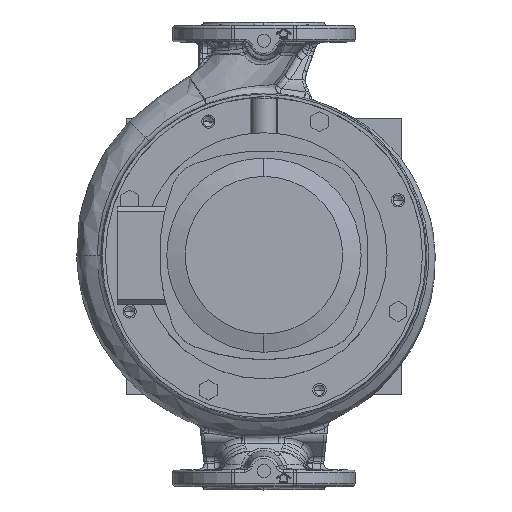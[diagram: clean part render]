
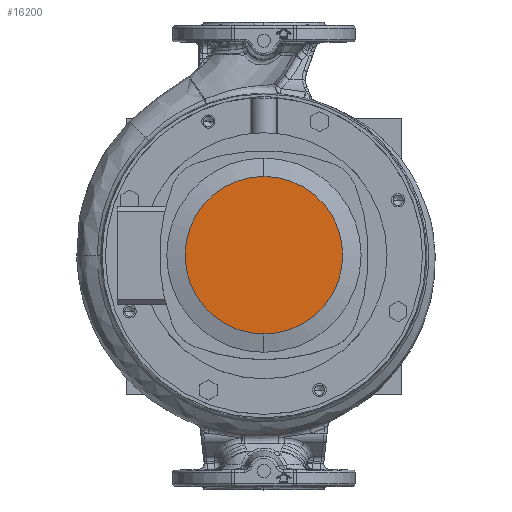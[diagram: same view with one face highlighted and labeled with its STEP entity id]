
A CAD part, top view. The second image highlights one B-rep face of the part: STEP entity #16200.
In plain terms, the highlighted planar face has unit normal (0, 0, 1).
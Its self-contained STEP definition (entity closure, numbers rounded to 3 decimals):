
#1244 = ORIENTED_EDGE ( 'NONE', *, *, #8621, .T. ) ;
#1362 = ORIENTED_EDGE ( 'NONE', *, *, #49032, .T. ) ;
#5044 = EDGE_LOOP ( 'NONE', ( #1244, #1362 ) ) ;
#8621 = EDGE_CURVE ( 'NONE', #19274, #19269, #9205, .T. ) ;
#9205 = CIRCLE ( 'NONE', #9227, 80. ) ;
#9227 = AXIS2_PLACEMENT_3D ( 'NONE', #15784, #15783, #15782 ) ;
#15782 = DIRECTION ( 'NONE',  ( 0., 1., 0. ) ) ;
#15783 = DIRECTION ( 'NONE',  ( 0., 0., 1. ) ) ;
#15784 = CARTESIAN_POINT ( 'NONE',  ( 0., 0., 450.25 ) ) ;
#16200 = ADVANCED_FACE ( 'NONE', ( #48536 ), #48537, .F. ) ;
#18029 = AXIS2_PLACEMENT_3D ( 'NONE', #48530, #48540, #48541 ) ;
#19269 = VERTEX_POINT ( 'NONE', #21931 ) ;
#19274 = VERTEX_POINT ( 'NONE', #21946 ) ;
#21931 = CARTESIAN_POINT ( 'NONE',  ( 0., 80., 450.25 ) ) ;
#21946 = CARTESIAN_POINT ( 'NONE',  ( 0., -80., 450.25 ) ) ;
#26910 = CARTESIAN_POINT ( 'NONE',  ( 0., 0., 450.25 ) ) ;
#26911 = DIRECTION ( 'NONE',  ( 0., 0., 1. ) ) ;
#26912 = DIRECTION ( 'NONE',  ( 0., 1., 0. ) ) ;
#40756 = CIRCLE ( 'NONE', #41475, 80. ) ;
#41475 = AXIS2_PLACEMENT_3D ( 'NONE', #26910, #26911, #26912 ) ;
#48530 = CARTESIAN_POINT ( 'NONE',  ( -80., 0., 450.25 ) ) ;
#48536 = FACE_OUTER_BOUND ( 'NONE', #5044, .T. ) ;
#48537 = PLANE ( 'NONE',  #18029 ) ;
#48540 = DIRECTION ( 'NONE',  ( 0., 0., -1. ) ) ;
#48541 = DIRECTION ( 'NONE',  ( 0., -1., 0. ) ) ;
#49032 = EDGE_CURVE ( 'NONE', #19269, #19274, #40756, .T. ) ;
